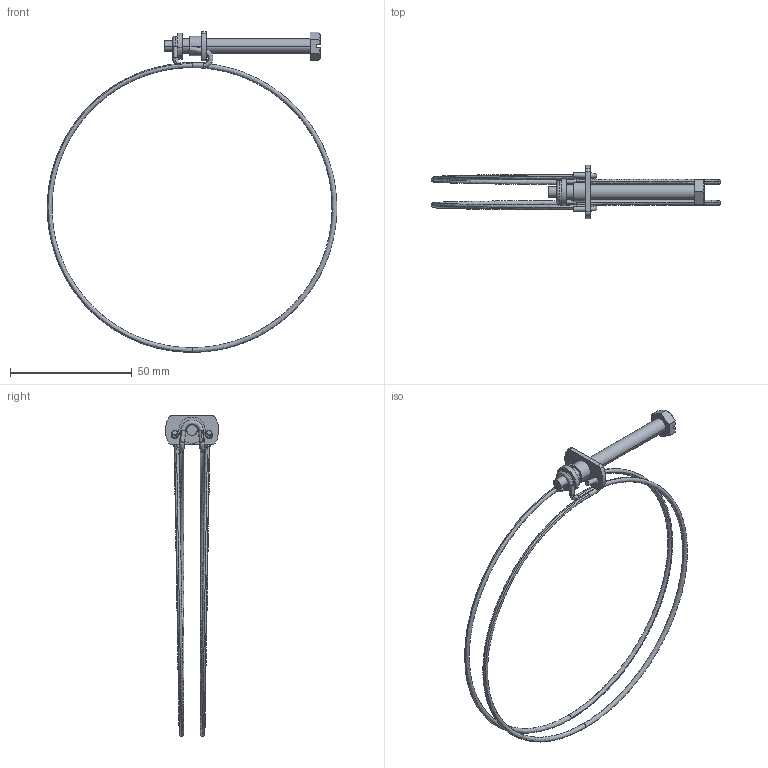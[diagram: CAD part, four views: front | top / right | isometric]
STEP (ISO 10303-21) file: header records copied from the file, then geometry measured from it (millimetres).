
FILE_DESCRIPTION((''),'2;1');
FILE_NAME('','2005-12-14T15:14:10',(''),(''),'','CADfix','');
FILE_SCHEMA(('AUTOMOTIVE_DESIGN'));
Length unit declared in the file: millimetre
Products named in the file (4): holder; screw; band; TM_145SS_115_19097_36
Assembly tree (3 placements, depth 2):
  TM_145SS_115_19097_36
    holder
    screw
    band
Bounding box: 118.95 x 21.97 x 131.85 mm (x, y, z)
Volume: 5097.4 mm3; surface area: 7524.7 mm2
Topology: 3 solids, 3 shells, 90 faces, 292 edges, 212 vertices
Faces by surface type: bspline 90
Entity records: 4845 total; most frequent: CARTESIAN_POINT 3172, ORIENTED_EDGE 584, EDGE_CURVE 292, VERTEX_POINT 212, EDGE_LOOP 100, QUASI_UNIFORM_CURVE 96, FACE_OUTER_BOUND 90, ADVANCED_FACE 90
